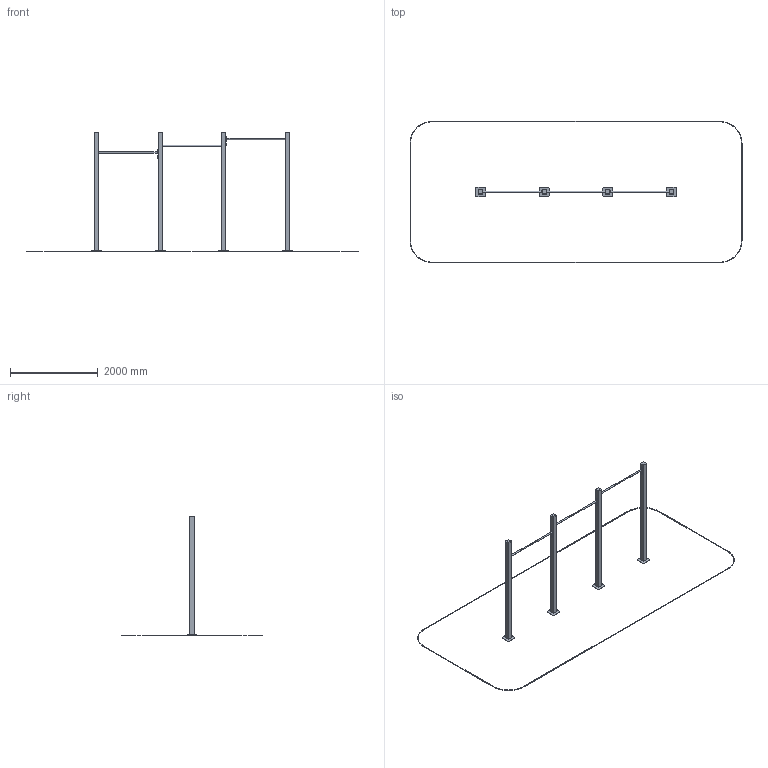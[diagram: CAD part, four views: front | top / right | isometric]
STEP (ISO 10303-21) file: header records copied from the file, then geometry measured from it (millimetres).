
FILE_DESCRIPTION(('STEP AP214'), '1');
FILE_NAME('韭 鈿魵靏鶴韜', '', ('UNSPECIFIED'), ('UNSPECIFIED'), 'C3D Converter', 'C3D Toolkit', '');
FILE_SCHEMA(('AUTOMOTIVE_DESIGN { 1 0 10303 214 3 1 1}'));
Length unit declared in the file: millimetre
Assembly tree (22 placements, depth 3):
  (unnamed)
    (unnamed)
      (unnamed)
      (unnamed)
      (unnamed)
    (unnamed)  x3
      (unnamed)
      (unnamed)
    (unnamed)
      (unnamed)
      (unnamed)
      (unnamed)
    (unnamed)
      (unnamed)
      (unnamed)
      (unnamed)
    (unnamed)
      (unnamed)
      (unnamed)
      (unnamed)
Bounding box: 7570 x 3220 x 2712 mm (x, y, z)
Volume: 21003946.1 mm3; surface area: 10422667.6 mm2
Topology: 22 solids, 22 shells, 202 faces, 474 edges, 316 vertices
Faces by surface type: plane 128, cylinder 74
Full cylindrical faces by diameter (mm): 27.9 x3, 33.5 x3
Entity records: 3250 total; most frequent: DIRECTION 366, CARTESIAN_POINT 333, ORIENTED_EDGE 296, EDGE_CURVE 148, AXIS2_PLACEMENT_3D 133, VERTEX_POINT 100, LINE 100, VECTOR 100
